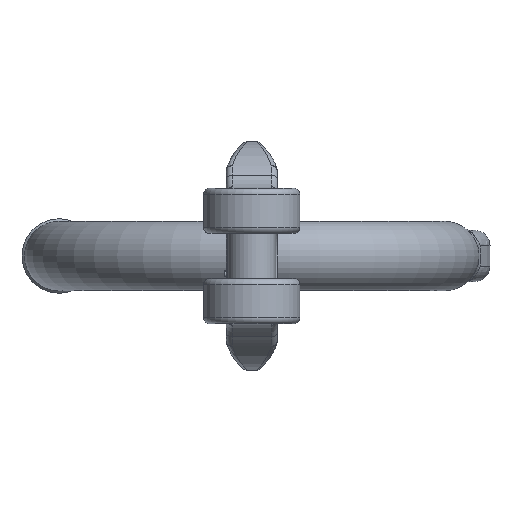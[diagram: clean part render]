
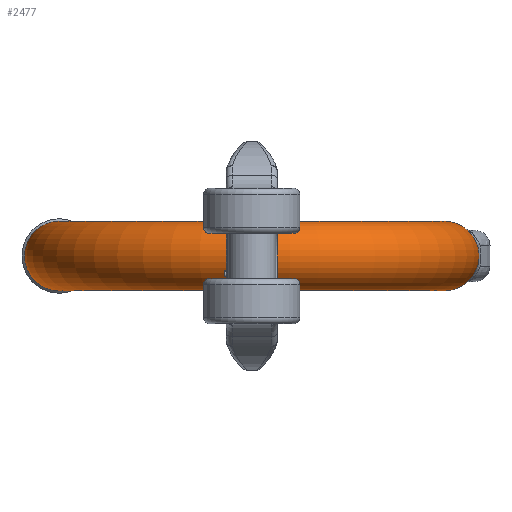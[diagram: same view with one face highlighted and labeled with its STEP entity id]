
A CAD part, front view. The second image highlights one B-rep face of the part: STEP entity #2477.
In plain terms, the highlighted toroidal (fillet/blend) face has major radius 64 mm and minor radius 11.5 mm.
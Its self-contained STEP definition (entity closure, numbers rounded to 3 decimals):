
#927=TOROIDAL_SURFACE('',#7598,64.,11.5);
#2477=ADVANCED_FACE('',(#2952,#2953),#927,.T.);
#2952=FACE_BOUND('',#3022,.T.);
#2953=FACE_BOUND('',#3023,.T.);
#3022=EDGE_LOOP('',(#3531));
#3023=EDGE_LOOP('',(#3532));
#3531=ORIENTED_EDGE('',*,*,#6380,.T.);
#3532=ORIENTED_EDGE('',*,*,#6346,.F.);
#5654=VERTEX_POINT('',#9288);
#5688=VERTEX_POINT('',#9498);
#6346=EDGE_CURVE('',#5654,#5654,#7425,.T.);
#6380=EDGE_CURVE('',#5688,#5688,#7427,.T.);
#7425=CIRCLE('',#7588,11.5);
#7427=CIRCLE('',#7596,11.5);
#7588=AXIS2_PLACEMENT_3D('',#9287,#7997,#7998);
#7596=AXIS2_PLACEMENT_3D('',#9497,#8021,#8022);
#7598=AXIS2_PLACEMENT_3D('',#9500,#8025,#8026);
#7997=DIRECTION('',(0.,1.,0.));
#7998=DIRECTION('',(-1.,0.,0.));
#8021=DIRECTION('',(0.,-1.,0.));
#8022=DIRECTION('',(1.,0.,0.));
#8025=DIRECTION('',(0.,0.,1.));
#8026=DIRECTION('',(1.,0.,0.));
#9287=CARTESIAN_POINT('',(-64.,-32.5,0.));
#9288=CARTESIAN_POINT('',(-75.5,-32.5,0.));
#9497=CARTESIAN_POINT('',(64.,-32.5,0.));
#9498=CARTESIAN_POINT('',(75.5,-32.5,0.));
#9500=CARTESIAN_POINT('',(0.,-32.5,0.));
